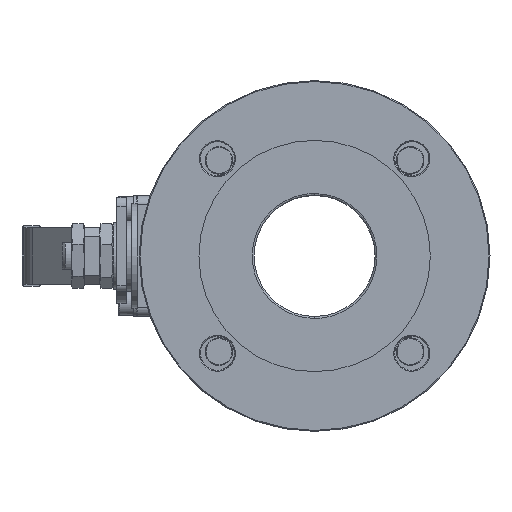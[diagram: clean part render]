
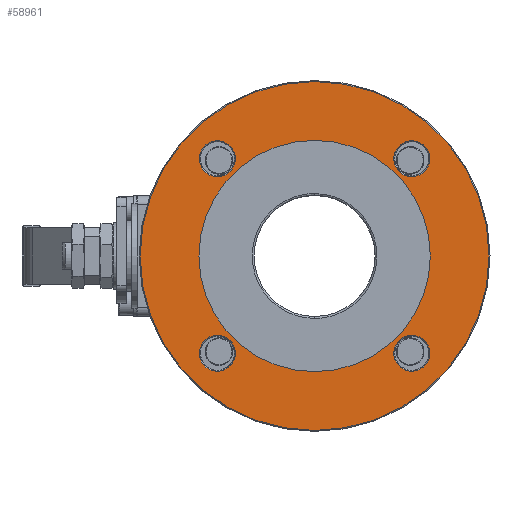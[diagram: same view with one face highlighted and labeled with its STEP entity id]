
A CAD part, left-side view. The second image highlights one B-rep face of the part: STEP entity #58961.
In plain terms, the highlighted planar face has unit normal (-1, 0, 0).
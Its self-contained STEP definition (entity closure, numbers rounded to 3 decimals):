
#1221 = CIRCLE ( 'NONE', #10522, 9.5 ) ;
#1300 = VERTEX_POINT ( 'NONE', #47516 ) ;
#2504 = CARTESIAN_POINT ( 'NONE',  ( -58., 51.265, 51.265 ) ) ;
#2792 = CARTESIAN_POINT ( 'NONE',  ( -58., 0., 0. ) ) ;
#3780 = CARTESIAN_POINT ( 'NONE',  ( -58., 0., 0. ) ) ;
#4620 = CIRCLE ( 'NONE', #30916, 61. ) ;
#5643 = EDGE_LOOP ( 'NONE', ( #45047, #60114 ) ) ;
#6477 = AXIS2_PLACEMENT_3D ( 'NONE', #15461, #21024, #59684 ) ;
#6848 = CARTESIAN_POINT ( 'NONE',  ( -58., 51.265, 51.265 ) ) ;
#7664 = CIRCLE ( 'NONE', #69765, 9.5 ) ;
#8059 = DIRECTION ( 'NONE',  ( 0., -1., 0. ) ) ;
#8343 = DIRECTION ( 'NONE',  ( 0., 0., -1. ) ) ;
#9313 = DIRECTION ( 'NONE',  ( 0., 0., 1. ) ) ;
#9498 = CIRCLE ( 'NONE', #39959, 61. ) ;
#9923 = PLANE ( 'NONE',  #6477 ) ;
#10103 = CARTESIAN_POINT ( 'NONE',  ( -58., 0., -92. ) ) ;
#10313 = CARTESIAN_POINT ( 'NONE',  ( -58., -51.265, -51.265 ) ) ;
#10522 = AXIS2_PLACEMENT_3D ( 'NONE', #47472, #14343, #53029 ) ;
#10777 = CARTESIAN_POINT ( 'NONE',  ( -58., 41.765, -51.265 ) ) ;
#11095 = DIRECTION ( 'NONE',  ( -1., 0., 0. ) ) ;
#12389 = DIRECTION ( 'NONE',  ( 0., -1., 0. ) ) ;
#12582 = EDGE_LOOP ( 'NONE', ( #69298, #44190 ) ) ;
#12676 = CARTESIAN_POINT ( 'NONE',  ( -58., -60.765, -51.265 ) ) ;
#12918 = EDGE_CURVE ( 'NONE', #1300, #36683, #9498, .T. ) ;
#13760 = FACE_BOUND ( 'NONE', #12582, .T. ) ;
#14087 = AXIS2_PLACEMENT_3D ( 'NONE', #2792, #41441, #8343 ) ;
#14226 = CIRCLE ( 'NONE', #66775, 9.5 ) ;
#14343 = DIRECTION ( 'NONE',  ( -1., 0., 0. ) ) ;
#14633 = ORIENTED_EDGE ( 'NONE', *, *, #51452, .T. ) ;
#15461 = CARTESIAN_POINT ( 'NONE',  ( -58., -93.104, -93.104 ) ) ;
#15870 = DIRECTION ( 'NONE',  ( 0., -1., 0. ) ) ;
#18313 = EDGE_LOOP ( 'NONE', ( #51026, #69854 ) ) ;
#18508 = VERTEX_POINT ( 'NONE', #34966 ) ;
#19040 = ORIENTED_EDGE ( 'NONE', *, *, #20404, .F. ) ;
#20404 = EDGE_CURVE ( 'NONE', #45911, #54592, #1221, .T. ) ;
#20689 = DIRECTION ( 'NONE',  ( -1., 0., 0. ) ) ;
#21024 = DIRECTION ( 'NONE',  ( -1., 0., 0. ) ) ;
#21172 = CARTESIAN_POINT ( 'NONE',  ( -58., 60.765, 51.265 ) ) ;
#21252 = EDGE_LOOP ( 'NONE', ( #14633, #58736 ) ) ;
#21323 = CARTESIAN_POINT ( 'NONE',  ( -58., 0., -61. ) ) ;
#22699 = VERTEX_POINT ( 'NONE', #10103 ) ;
#22724 = EDGE_CURVE ( 'NONE', #36683, #1300, #4620, .T. ) ;
#24325 = AXIS2_PLACEMENT_3D ( 'NONE', #2504, #41138, #8059 ) ;
#25546 = CARTESIAN_POINT ( 'NONE',  ( -58., 41.765, 51.265 ) ) ;
#25579 = VERTEX_POINT ( 'NONE', #12676 ) ;
#26718 = FACE_OUTER_BOUND ( 'NONE', #21252, .T. ) ;
#26730 = DIRECTION ( 'NONE',  ( -1., 0., 0. ) ) ;
#26975 = CARTESIAN_POINT ( 'NONE',  ( -58., 0., 0. ) ) ;
#28405 = FACE_BOUND ( 'NONE', #18313, .T. ) ;
#29047 = ORIENTED_EDGE ( 'NONE', *, *, #45282, .F. ) ;
#29400 = CARTESIAN_POINT ( 'NONE',  ( -58., 51.265, -51.265 ) ) ;
#30162 = AXIS2_PLACEMENT_3D ( 'NONE', #29400, #68088, #34980 ) ;
#30490 = DIRECTION ( 'NONE',  ( -1., 0., 0. ) ) ;
#30524 = EDGE_CURVE ( 'NONE', #25579, #18508, #54820, .T. ) ;
#30718 = CARTESIAN_POINT ( 'NONE',  ( -58., 60.765, -51.265 ) ) ;
#30916 = AXIS2_PLACEMENT_3D ( 'NONE', #26975, #69360, #36255 ) ;
#34293 = CIRCLE ( 'NONE', #30162, 9.5 ) ;
#34809 = AXIS2_PLACEMENT_3D ( 'NONE', #10313, #48971, #15870 ) ;
#34966 = CARTESIAN_POINT ( 'NONE',  ( -58., -41.765, -51.265 ) ) ;
#34980 = DIRECTION ( 'NONE',  ( 0., -1., 0. ) ) ;
#35732 = VERTEX_POINT ( 'NONE', #41193 ) ;
#36255 = DIRECTION ( 'NONE',  ( 0., 0., 1. ) ) ;
#36431 = EDGE_CURVE ( 'NONE', #38696, #69205, #44080, .T. ) ;
#36683 = VERTEX_POINT ( 'NONE', #21323 ) ;
#37895 = EDGE_CURVE ( 'NONE', #35732, #54666, #7664, .T. ) ;
#38696 = VERTEX_POINT ( 'NONE', #21172 ) ;
#38940 = EDGE_CURVE ( 'NONE', #69205, #38696, #53434, .T. ) ;
#39959 = AXIS2_PLACEMENT_3D ( 'NONE', #3780, #42422, #9313 ) ;
#41059 = CIRCLE ( 'NONE', #64490, 92. ) ;
#41138 = DIRECTION ( 'NONE',  ( -1., 0., 0. ) ) ;
#41193 = CARTESIAN_POINT ( 'NONE',  ( -58., -41.765, 51.265 ) ) ;
#41423 = FACE_BOUND ( 'NONE', #62986, .T. ) ;
#41441 = DIRECTION ( 'NONE',  ( -1., 0., 0. ) ) ;
#42422 = DIRECTION ( 'NONE',  ( 1., 0., 0. ) ) ;
#42592 = CARTESIAN_POINT ( 'NONE',  ( -58., -60.765, 51.265 ) ) ;
#44080 = CIRCLE ( 'NONE', #24325, 9.5 ) ;
#44190 = ORIENTED_EDGE ( 'NONE', *, *, #36431, .F. ) ;
#44215 = CARTESIAN_POINT ( 'NONE',  ( -58., 0., 0. ) ) ;
#45047 = ORIENTED_EDGE ( 'NONE', *, *, #49920, .F. ) ;
#45282 = EDGE_CURVE ( 'NONE', #54592, #45911, #34293, .T. ) ;
#45487 = DIRECTION ( 'NONE',  ( -1., 0., 0. ) ) ;
#45496 = AXIS2_PLACEMENT_3D ( 'NONE', #53790, #20689, #59344 ) ;
#45591 = ORIENTED_EDGE ( 'NONE', *, *, #49056, .F. ) ;
#45911 = VERTEX_POINT ( 'NONE', #10777 ) ;
#47472 = CARTESIAN_POINT ( 'NONE',  ( -58., 51.265, -51.265 ) ) ;
#47516 = CARTESIAN_POINT ( 'NONE',  ( -58., 0., 61. ) ) ;
#48514 = EDGE_CURVE ( 'NONE', #52483, #22699, #41059, .T. ) ;
#48971 = DIRECTION ( 'NONE',  ( -1., 0., 0. ) ) ;
#49056 = EDGE_CURVE ( 'NONE', #18508, #25579, #14226, .T. ) ;
#49764 = DIRECTION ( 'NONE',  ( 0., 0., -1. ) ) ;
#49920 = EDGE_CURVE ( 'NONE', #54666, #35732, #66891, .T. ) ;
#51026 = ORIENTED_EDGE ( 'NONE', *, *, #12918, .T. ) ;
#51452 = EDGE_CURVE ( 'NONE', #22699, #52483, #54743, .T. ) ;
#52483 = VERTEX_POINT ( 'NONE', #71245 ) ;
#53029 = DIRECTION ( 'NONE',  ( 0., -1., 0. ) ) ;
#53434 = CIRCLE ( 'NONE', #59614, 9.5 ) ;
#53790 = CARTESIAN_POINT ( 'NONE',  ( -58., -51.265, 51.265 ) ) ;
#54592 = VERTEX_POINT ( 'NONE', #30718 ) ;
#54666 = VERTEX_POINT ( 'NONE', #42592 ) ;
#54743 = CIRCLE ( 'NONE', #14087, 92. ) ;
#54820 = CIRCLE ( 'NONE', #34809, 9.5 ) ;
#56098 = FACE_BOUND ( 'NONE', #5643, .T. ) ;
#58736 = ORIENTED_EDGE ( 'NONE', *, *, #48514, .T. ) ;
#58961 = ADVANCED_FACE ( 'NONE', ( #28405, #13760, #56098, #41423, #70894, #26718 ), #9923, .T. ) ;
#59344 = DIRECTION ( 'NONE',  ( 0., -1., 0. ) ) ;
#59614 = AXIS2_PLACEMENT_3D ( 'NONE', #6848, #45487, #12389 ) ;
#59684 = DIRECTION ( 'NONE',  ( 0., 0., 1. ) ) ;
#59874 = CARTESIAN_POINT ( 'NONE',  ( -58., -51.265, -51.265 ) ) ;
#60114 = ORIENTED_EDGE ( 'NONE', *, *, #37895, .F. ) ;
#62986 = EDGE_LOOP ( 'NONE', ( #63651, #45591 ) ) ;
#63611 = CARTESIAN_POINT ( 'NONE',  ( -58., -51.265, 51.265 ) ) ;
#63651 = ORIENTED_EDGE ( 'NONE', *, *, #30524, .F. ) ;
#64490 = AXIS2_PLACEMENT_3D ( 'NONE', #44215, #11095, #49764 ) ;
#64702 = EDGE_LOOP ( 'NONE', ( #19040, #29047 ) ) ;
#65406 = DIRECTION ( 'NONE',  ( 0., -1., 0. ) ) ;
#66775 = AXIS2_PLACEMENT_3D ( 'NONE', #59874, #26730, #65406 ) ;
#66891 = CIRCLE ( 'NONE', #45496, 9.5 ) ;
#68088 = DIRECTION ( 'NONE',  ( -1., 0., 0. ) ) ;
#69164 = DIRECTION ( 'NONE',  ( 0., -1., 0. ) ) ;
#69205 = VERTEX_POINT ( 'NONE', #25546 ) ;
#69298 = ORIENTED_EDGE ( 'NONE', *, *, #38940, .F. ) ;
#69360 = DIRECTION ( 'NONE',  ( 1., 0., 0. ) ) ;
#69765 = AXIS2_PLACEMENT_3D ( 'NONE', #63611, #30490, #69164 ) ;
#69854 = ORIENTED_EDGE ( 'NONE', *, *, #22724, .T. ) ;
#70894 = FACE_BOUND ( 'NONE', #64702, .T. ) ;
#71245 = CARTESIAN_POINT ( 'NONE',  ( -58., 0., 92. ) ) ;
